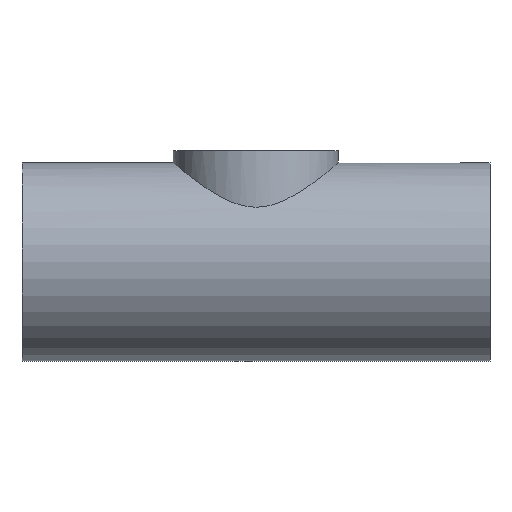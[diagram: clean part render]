
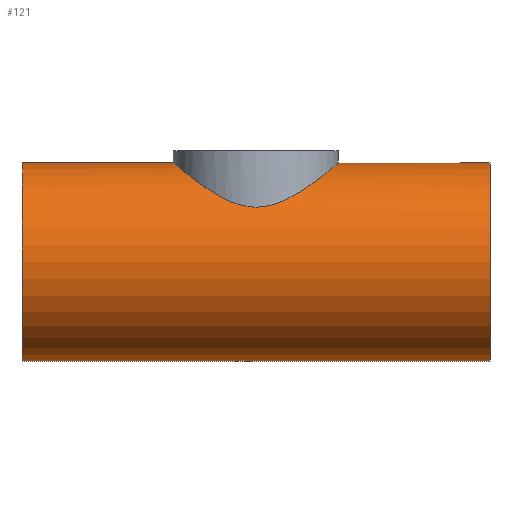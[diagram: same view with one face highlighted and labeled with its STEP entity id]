
A CAD part, front view. The second image highlights one B-rep face of the part: STEP entity #121.
In plain terms, the highlighted cylindrical face has radius 38.15 mm (diameter 76.3 mm), a full revolution.
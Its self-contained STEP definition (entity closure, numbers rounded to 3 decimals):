
#21=FACE_BOUND('',#39,.T.);
#28=FACE_OUTER_BOUND('',#38,.T.);
#38=EDGE_LOOP('',(#104,#105,#106,#107));
#39=EDGE_LOOP('',(#108,#109));
#46=CIRCLE('',#152,38.15);
#47=CIRCLE('',#154,38.15);
#51=LINE('',#350,#55);
#55=VECTOR('',#185,38.15);
#58=B_SPLINE_CURVE_WITH_KNOTS('',3,(#275,#276,#277,#278,#279,#280,#281,
#282,#283,#284,#285,#286,#287,#288,#289,#290,#291,#292),.UNSPECIFIED.,.F.,
 .F.,(4,2,2,2,2,2,2,2,4),(0.,0.661,1.322,1.982,
2.643,3.278,3.912,4.546,5.18),
 .UNSPECIFIED.);
#59=B_SPLINE_CURVE_WITH_KNOTS('',3,(#293,#294,#295,#296,#297,#298,#299,
#300,#301,#302,#303,#304,#305,#306,#307,#308,#309,#310,#311,#312,#313,#314,
#315,#316,#317,#318,#319,#320,#321,#322,#323,#324,#325,#326,#327,#328,#329,
#330,#331,#332,#333,#334,#335,#336,#337,#338,#339,#340,#341,#342),
 .UNSPECIFIED.,.F.,.F.,(4,2,2,2,2,2,2,2,2,2,2,2,2,2,2,2,2,2,2,2,2,2,2,2,
4),(5.18,5.814,6.449,7.083,
7.717,8.378,9.039,9.7,10.36,
11.021,11.682,12.343,13.004,13.638,
14.272,14.906,15.541,16.175,16.809,
17.443,18.077,18.738,19.399,20.06,
20.721),.UNSPECIFIED.);
#66=VERTEX_POINT('',#272);
#67=VERTEX_POINT('',#274);
#68=VERTEX_POINT('',#345);
#69=VERTEX_POINT('',#348);
#79=EDGE_CURVE('',#67,#66,#58,.T.);
#80=EDGE_CURVE('',#66,#67,#59,.T.);
#81=EDGE_CURVE('',#68,#68,#46,.T.);
#82=EDGE_CURVE('',#69,#69,#47,.T.);
#83=EDGE_CURVE('',#69,#68,#51,.T.);
#104=ORIENTED_EDGE('',*,*,#82,.F.);
#105=ORIENTED_EDGE('',*,*,#83,.T.);
#106=ORIENTED_EDGE('',*,*,#81,.F.);
#107=ORIENTED_EDGE('',*,*,#83,.F.);
#108=ORIENTED_EDGE('',*,*,#79,.T.);
#109=ORIENTED_EDGE('',*,*,#80,.T.);
#115=CYLINDRICAL_SURFACE('',#153,38.15);
#121=ADVANCED_FACE('',(#28,#21),#115,.T.);
#152=AXIS2_PLACEMENT_3D('',#346,#179,#180);
#153=AXIS2_PLACEMENT_3D('',#347,#181,#182);
#154=AXIS2_PLACEMENT_3D('',#349,#183,#184);
#179=DIRECTION('center_axis',(-1.,0.,0.));
#180=DIRECTION('ref_axis',(0.,1.,0.));
#181=DIRECTION('center_axis',(1.,0.,0.));
#182=DIRECTION('ref_axis',(0.,1.,0.));
#183=DIRECTION('center_axis',(1.,0.,0.));
#184=DIRECTION('ref_axis',(0.,1.,0.));
#185=DIRECTION('',(-1.,0.,0.));
#272=CARTESIAN_POINT('',(-31.75,0.,38.15));
#274=CARTESIAN_POINT('',(0.,-31.75,21.151));
#275=CARTESIAN_POINT('Ctrl Pts',(0.,-31.75,21.151));
#276=CARTESIAN_POINT('Ctrl Pts',(-2.203,-31.75,21.151));
#277=CARTESIAN_POINT('Ctrl Pts',(-4.362,-31.521,21.504));
#278=CARTESIAN_POINT('Ctrl Pts',(-8.526,-30.658,22.717));
#279=CARTESIAN_POINT('Ctrl Pts',(-10.533,-30.024,23.571));
#280=CARTESIAN_POINT('Ctrl Pts',(-14.347,-28.399,25.505));
#281=CARTESIAN_POINT('Ctrl Pts',(-16.157,-27.407,26.585));
#282=CARTESIAN_POINT('Ctrl Pts',(-19.516,-25.126,28.751));
#283=CARTESIAN_POINT('Ctrl Pts',(-21.066,-23.836,29.837));
#284=CARTESIAN_POINT('Ctrl Pts',(-23.78,-21.121,31.812));
#285=CARTESIAN_POINT('Ctrl Pts',(-25.055,-19.607,32.781));
#286=CARTESIAN_POINT('Ctrl Pts',(-27.347,-16.259,34.564));
#287=CARTESIAN_POINT('Ctrl Pts',(-28.363,-14.425,35.378));
#288=CARTESIAN_POINT('Ctrl Pts',(-30.025,-10.536,36.724));
#289=CARTESIAN_POINT('Ctrl Pts',(-30.673,-8.476,37.258));
#290=CARTESIAN_POINT('Ctrl Pts',(-31.536,-4.265,37.971));
#291=CARTESIAN_POINT('Ctrl Pts',(-31.75,-2.114,38.15));
#292=CARTESIAN_POINT('Ctrl Pts',(-31.75,0.,38.15));
#293=CARTESIAN_POINT('Ctrl Pts',(-31.75,0.,38.15));
#294=CARTESIAN_POINT('Ctrl Pts',(-31.75,2.114,38.15));
#295=CARTESIAN_POINT('Ctrl Pts',(-31.536,4.265,37.971));
#296=CARTESIAN_POINT('Ctrl Pts',(-30.673,8.476,37.258));
#297=CARTESIAN_POINT('Ctrl Pts',(-30.025,10.536,36.724));
#298=CARTESIAN_POINT('Ctrl Pts',(-28.363,14.425,35.378));
#299=CARTESIAN_POINT('Ctrl Pts',(-27.347,16.259,34.564));
#300=CARTESIAN_POINT('Ctrl Pts',(-25.055,19.607,32.781));
#301=CARTESIAN_POINT('Ctrl Pts',(-23.78,21.121,31.812));
#302=CARTESIAN_POINT('Ctrl Pts',(-21.066,23.836,29.837));
#303=CARTESIAN_POINT('Ctrl Pts',(-19.516,25.126,28.751));
#304=CARTESIAN_POINT('Ctrl Pts',(-16.157,27.407,26.585));
#305=CARTESIAN_POINT('Ctrl Pts',(-14.347,28.399,25.505));
#306=CARTESIAN_POINT('Ctrl Pts',(-10.533,30.024,23.571));
#307=CARTESIAN_POINT('Ctrl Pts',(-8.526,30.658,22.717));
#308=CARTESIAN_POINT('Ctrl Pts',(-4.362,31.521,21.504));
#309=CARTESIAN_POINT('Ctrl Pts',(-2.203,31.75,21.151));
#310=CARTESIAN_POINT('Ctrl Pts',(2.203,31.75,21.151));
#311=CARTESIAN_POINT('Ctrl Pts',(4.362,31.521,21.504));
#312=CARTESIAN_POINT('Ctrl Pts',(8.526,30.658,22.717));
#313=CARTESIAN_POINT('Ctrl Pts',(10.533,30.024,23.571));
#314=CARTESIAN_POINT('Ctrl Pts',(14.347,28.399,25.505));
#315=CARTESIAN_POINT('Ctrl Pts',(16.157,27.407,26.585));
#316=CARTESIAN_POINT('Ctrl Pts',(19.516,25.126,28.751));
#317=CARTESIAN_POINT('Ctrl Pts',(21.066,23.836,29.837));
#318=CARTESIAN_POINT('Ctrl Pts',(23.78,21.121,31.812));
#319=CARTESIAN_POINT('Ctrl Pts',(25.055,19.607,32.781));
#320=CARTESIAN_POINT('Ctrl Pts',(27.347,16.259,34.564));
#321=CARTESIAN_POINT('Ctrl Pts',(28.363,14.425,35.378));
#322=CARTESIAN_POINT('Ctrl Pts',(30.025,10.536,36.724));
#323=CARTESIAN_POINT('Ctrl Pts',(30.673,8.476,37.258));
#324=CARTESIAN_POINT('Ctrl Pts',(31.536,4.265,37.971));
#325=CARTESIAN_POINT('Ctrl Pts',(31.75,2.114,38.15));
#326=CARTESIAN_POINT('Ctrl Pts',(31.75,-2.114,38.15));
#327=CARTESIAN_POINT('Ctrl Pts',(31.536,-4.265,37.971));
#328=CARTESIAN_POINT('Ctrl Pts',(30.673,-8.476,37.258));
#329=CARTESIAN_POINT('Ctrl Pts',(30.025,-10.536,36.724));
#330=CARTESIAN_POINT('Ctrl Pts',(28.363,-14.425,35.378));
#331=CARTESIAN_POINT('Ctrl Pts',(27.347,-16.259,34.564));
#332=CARTESIAN_POINT('Ctrl Pts',(25.055,-19.607,32.781));
#333=CARTESIAN_POINT('Ctrl Pts',(23.78,-21.121,31.812));
#334=CARTESIAN_POINT('Ctrl Pts',(21.066,-23.836,29.837));
#335=CARTESIAN_POINT('Ctrl Pts',(19.516,-25.126,28.751));
#336=CARTESIAN_POINT('Ctrl Pts',(16.157,-27.407,26.585));
#337=CARTESIAN_POINT('Ctrl Pts',(14.347,-28.399,25.505));
#338=CARTESIAN_POINT('Ctrl Pts',(10.533,-30.024,23.571));
#339=CARTESIAN_POINT('Ctrl Pts',(8.526,-30.658,22.717));
#340=CARTESIAN_POINT('Ctrl Pts',(4.362,-31.521,21.504));
#341=CARTESIAN_POINT('Ctrl Pts',(2.203,-31.75,21.151));
#342=CARTESIAN_POINT('Ctrl Pts',(0.,-31.75,21.151));
#345=CARTESIAN_POINT('',(-90.,-38.15,0.));
#346=CARTESIAN_POINT('Origin',(-90.,0.,0.));
#347=CARTESIAN_POINT('Origin',(0.,0.,0.));
#348=CARTESIAN_POINT('',(90.,-38.15,0.));
#349=CARTESIAN_POINT('Origin',(90.,0.,0.));
#350=CARTESIAN_POINT('',(0.,-38.15,0.));
